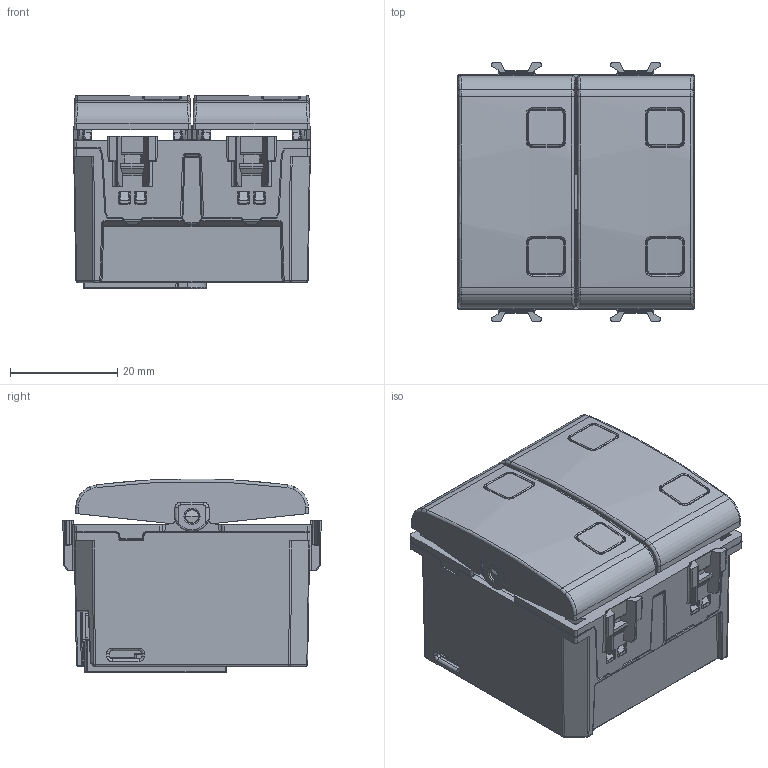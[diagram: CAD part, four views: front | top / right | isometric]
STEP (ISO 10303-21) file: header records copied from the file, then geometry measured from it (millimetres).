
FILE_DESCRIPTION(('CATIA V5 STEP Exchange','CAx-IF Rec.Pracs.--- Model Styling and Organization---1.4--- 2014-01-23'),'2;1');
FILE_NAME('GW10787.stp','2024-02-13T13:40:05+00:00',('none'),('none'),'CATIA Version 5-6 Release 2019 SP6','CATIA V5 STEP AP214 v1','none');
FILE_SCHEMA(('AUTOMOTIVE_DESIGN { 1 0 10303 214 1 1 1 1 }'));
Products named in the file (1): GW10787
Bounding box: 44.21 x 48.25 x 36.13 mm (x, y, z)
Volume: 29118.3 mm3; surface area: 23877.3 mm2
Topology: 7 solids, 7 shells, 2456 faces, 6321 edges, 3760 vertices
Faces by surface type: cylinder 945, plane 749, bspline 635, sphere 60, revolution 59, torus 8
Entity records: 109333 total; most frequent: CARTESIAN_POINT 57694, ORIENTED_EDGE 12466, EDGE_CURVE 6233, DIRECTION 6130, VERTEX_POINT 3760, B_SPLINE_CURVE_WITH_KNOTS 2956, VECTOR 2666, LINE 2666
